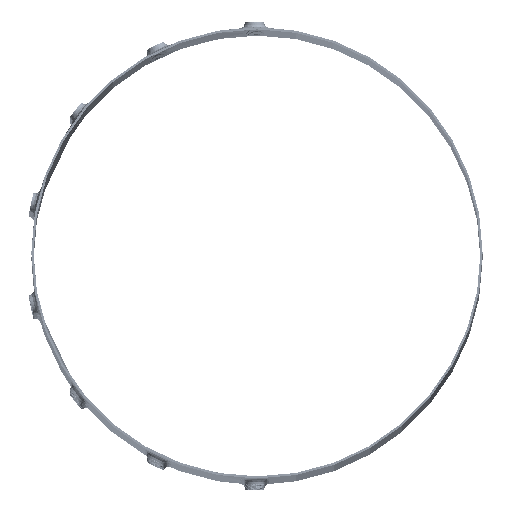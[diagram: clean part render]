
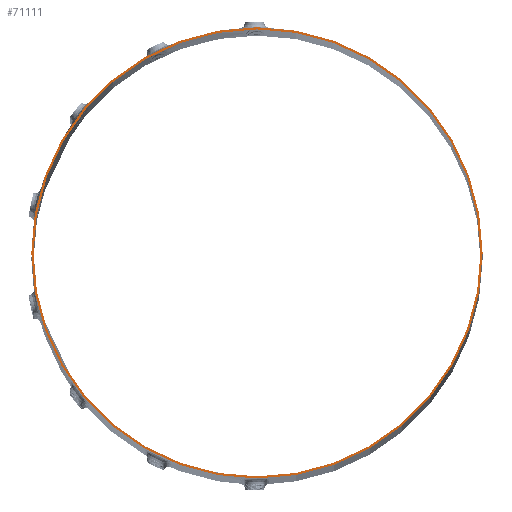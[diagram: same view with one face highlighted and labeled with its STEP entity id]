
A CAD part, top view. The second image highlights one B-rep face of the part: STEP entity #71111.
In plain terms, the highlighted planar face has unit normal (0, 0, 1).
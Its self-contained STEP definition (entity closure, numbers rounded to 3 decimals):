
#832=CIRCLE('',#75733,62.5);
#833=CIRCLE('',#75736,63.1);
#1116=PLANE('',#75744);
#2223=FACE_OUTER_BOUND('',#7398,.T.);
#7398=EDGE_LOOP('',(#48309,#48310,#48311,#48312));
#14201=LINE('',#113072,#19649);
#14204=LINE('',#113076,#19652);
#19649=VECTOR('',#79053,10.);
#19652=VECTOR('',#79058,10.);
#28624=VERTEX_POINT('',#88004);
#28627=VERTEX_POINT('',#88009);
#29724=VERTEX_POINT('',#99387);
#29725=VERTEX_POINT('',#99389);
#35169=EDGE_CURVE('',#28624,#28627,#832,.T.);
#36272=EDGE_CURVE('',#29724,#29725,#833,.T.);
#37365=EDGE_CURVE('',#28627,#29725,#14201,.T.);
#37368=EDGE_CURVE('',#29724,#28624,#14204,.T.);
#48309=ORIENTED_EDGE('',*,*,#37365,.T.);
#48310=ORIENTED_EDGE('',*,*,#36272,.F.);
#48311=ORIENTED_EDGE('',*,*,#37368,.T.);
#48312=ORIENTED_EDGE('',*,*,#35169,.T.);
#71111=ADVANCED_FACE('',(#2223),#1116,.F.);
#75733=AXIS2_PLACEMENT_3D('',#88011,#77937,#77938);
#75736=AXIS2_PLACEMENT_3D('',#99390,#78494,#78495);
#75744=AXIS2_PLACEMENT_3D('',#113078,#79061,#79062);
#77937=DIRECTION('center_axis',(0.,0.,
-1.));
#77938=DIRECTION('ref_axis',(1.,0.,0.));
#78494=DIRECTION('center_axis',(0.,0.,
-1.));
#78495=DIRECTION('ref_axis',(1.,0.,0.));
#79053=DIRECTION('',(1.,0.,0.));
#79058=DIRECTION('',(-1.,0.,0.));
#79061=DIRECTION('center_axis',(0.,0.,
-1.));
#79062=DIRECTION('ref_axis',(-1.,0.,0.));
#88004=CARTESIAN_POINT('',(62.5,-0.001,1000.));
#88009=CARTESIAN_POINT('',(62.5,0.,1000.));
#88011=CARTESIAN_POINT('Origin',(0.,0.,
1000.));
#99387=CARTESIAN_POINT('',(63.1,-0.001,1000.));
#99389=CARTESIAN_POINT('',(63.1,0.001,1000.));
#99390=CARTESIAN_POINT('Origin',(0.,0.,
1000.));
#113072=CARTESIAN_POINT('',(0.,0.,1000.));
#113076=CARTESIAN_POINT('',(0.,0.,1000.));
#113078=CARTESIAN_POINT('Origin',(62.5,0.,1000.));
